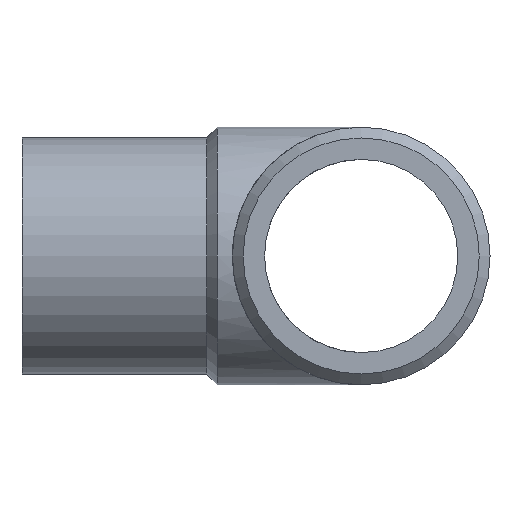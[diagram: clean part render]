
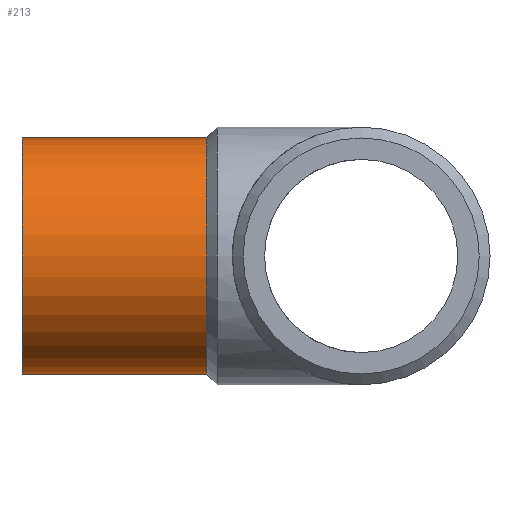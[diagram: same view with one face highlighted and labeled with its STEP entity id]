
A CAD part, left-side view. The second image highlights one B-rep face of the part: STEP entity #213.
In plain terms, the highlighted cylindrical face has radius 55 mm (diameter 110 mm), a full revolution.
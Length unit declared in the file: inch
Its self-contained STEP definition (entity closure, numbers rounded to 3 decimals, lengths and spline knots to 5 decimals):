
#3 = DIRECTION ( 'NONE',  ( 0., 0., -1. ) ) ;
#5 = DIRECTION ( 'NONE',  ( 0., 0., -1. ) ) ;
#11 = CARTESIAN_POINT ( 'NONE',  ( -6.24016, 6.22047, -2.16535 ) ) ;
#12 = DIRECTION ( 'NONE',  ( 0., 0., -1. ) ) ;
#20 = CARTESIAN_POINT ( 'NONE',  ( -6.24016, 6.22047, 0. ) ) ;
#21 = DIRECTION ( 'NONE',  ( 0., 1., 0. ) ) ;
#31 = VERTEX_POINT ( 'NONE', #149 ) ;
#53 = ORIENTED_EDGE ( 'NONE', *, *, #240, .T. ) ;
#59 = EDGE_LOOP ( 'NONE', ( #61 ) ) ;
#61 = ORIENTED_EDGE ( 'NONE', *, *, #271, .F. ) ;
#90 = CYLINDRICAL_SURFACE ( 'NONE', #221, 2.16535 ) ;
#98 = FACE_OUTER_BOUND ( 'NONE', #59, .T. ) ;
#104 = FACE_OUTER_BOUND ( 'NONE', #385, .T. ) ;
#113 = CARTESIAN_POINT ( 'NONE',  ( -6.24016, 2.83465, 0. ) ) ;
#127 = CIRCLE ( 'NONE', #165, 2.16535 ) ;
#139 = DIRECTION ( 'NONE',  ( 0., -1., 0. ) ) ;
#149 = CARTESIAN_POINT ( 'NONE',  ( -6.24016, 2.83465, -2.16535 ) ) ;
#165 = AXIS2_PLACEMENT_3D ( 'NONE', #113, #242, #3 ) ;
#180 = VERTEX_POINT ( 'NONE', #11 ) ;
#213 = ADVANCED_FACE ( 'NONE', ( #98, #104 ), #90, .T. ) ;
#221 = AXIS2_PLACEMENT_3D ( 'NONE', #232, #139, #12 ) ;
#232 = CARTESIAN_POINT ( 'NONE',  ( -6.24016, 4.52756, 0. ) ) ;
#240 = EDGE_CURVE ( 'NONE', #31, #31, #127, .T. ) ;
#242 = DIRECTION ( 'NONE',  ( 0., 1., 0. ) ) ;
#271 = EDGE_CURVE ( 'NONE', #180, #180, #361, .T. ) ;
#290 = AXIS2_PLACEMENT_3D ( 'NONE', #20, #21, #5 ) ;
#361 = CIRCLE ( 'NONE', #290, 2.16535 ) ;
#385 = EDGE_LOOP ( 'NONE', ( #53 ) ) ;
